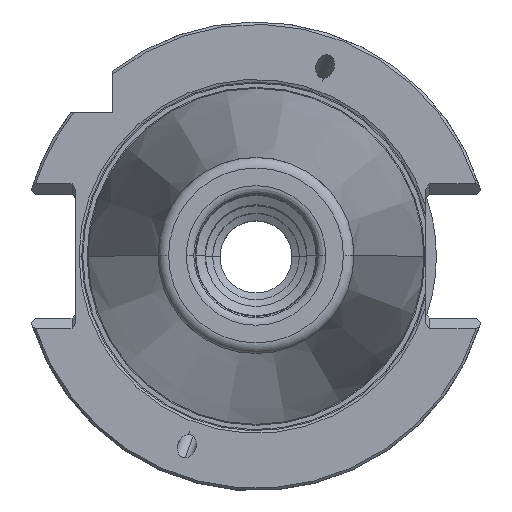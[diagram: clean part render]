
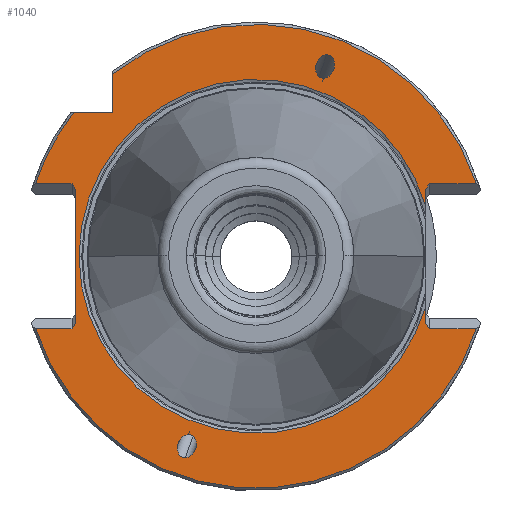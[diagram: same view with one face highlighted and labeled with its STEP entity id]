
A CAD part, top view. The second image highlights one B-rep face of the part: STEP entity #1040.
In plain terms, the highlighted planar face has unit normal (0, 0, 1).
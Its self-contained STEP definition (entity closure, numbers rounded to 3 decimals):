
#1026=EDGE_CURVE('NONE',#1488,#1666,#2911,.T.);
#1040=ADVANCED_FACE('NONE',(#2927,#2928,#2929),#2930,.F.);
#1382=VERTEX_POINT('NONE',#3313);
#1392=VERTEX_POINT('NONE',#3325);
#1434=VERTEX_POINT('NONE',#3373);
#1462=EDGE_CURVE('NONE',#2106,#1704,#3404,.T.);
#1488=VERTEX_POINT('NONE',#3433);
#1566=VERTEX_POINT('NONE',#3516);
#1586=EDGE_CURVE('NONE',#1980,#2068,#3536,.T.);
#1620=EDGE_CURVE('NONE',#1488,#1912,#3572,.T.);
#1666=VERTEX_POINT('NONE',#3622);
#1704=VERTEX_POINT('NONE',#3662);
#1748=EDGE_CURVE('NONE',#1756,#2788,#3715,.T.);
#1756=VERTEX_POINT('NONE',#3725);
#1770=EDGE_CURVE('NONE',#1434,#2190,#3743,.T.);
#1818=EDGE_CURVE('NONE',#1704,#2788,#3797,.T.);
#1844=VERTEX_POINT('NONE',#3828);
#1882=EDGE_CURVE('NONE',#2368,#1844,#3867,.T.);
#1886=EDGE_CURVE('NONE',#1958,#1382,#3871,.T.);
#1900=EDGE_CURVE('NONE',#1392,#1912,#3887,.T.);
#1912=VERTEX_POINT('NONE',#3900);
#1914=VERTEX_POINT('NONE',#3902);
#1958=VERTEX_POINT('NONE',#3953);
#1980=VERTEX_POINT('NONE',#3978);
#2020=EDGE_CURVE('NONE',#2066,#1434,#4024,.T.);
#2028=EDGE_CURVE('NONE',#1914,#2506,#4034,.T.);
#2066=VERTEX_POINT('NONE',#4077);
#2068=VERTEX_POINT('NONE',#4079);
#2106=VERTEX_POINT('NONE',#4121);
#2140=EDGE_CURVE('NONE',#2230,#1980,#4159,.T.);
#2182=EDGE_CURVE('NONE',#1392,#1382,#4205,.T.);
#2190=VERTEX_POINT('NONE',#4213);
#2212=EDGE_CURVE('NONE',#1666,#1566,#4238,.T.);
#2230=VERTEX_POINT('NONE',#4257);
#2270=EDGE_CURVE('NONE',#2506,#1914,#4298,.T.);
#2368=VERTEX_POINT('NONE',#4411);
#2506=VERTEX_POINT('NONE',#4566);
#2522=EDGE_CURVE('NONE',#1844,#2368,#4586,.T.);
#2552=EDGE_CURVE('NONE',#2592,#2068,#4617,.T.);
#2592=VERTEX_POINT('NONE',#4660);
#2648=EDGE_CURVE('NONE',#2592,#2106,#4721,.T.);
#2674=EDGE_CURVE('NONE',#2230,#1958,#4748,.T.);
#2742=EDGE_CURVE('NONE',#2066,#1756,#4823,.T.);
#2774=EDGE_CURVE('NONE',#2190,#1566,#4859,.T.);
#2788=VERTEX_POINT('NONE',#4874);
#2911=LINE('',#5018,#5019);
#2927=FACE_OUTER_BOUND('',#5044,.T.);
#2928=FACE_BOUND('',#5045,.T.);
#2929=FACE_BOUND('',#5046,.T.);
#2930=PLANE('',#5047);
#3313=CARTESIAN_POINT('',(-38.25,15.05,-1.5));
#3325=CARTESIAN_POINT('',(-37.5,13.989,-1.5));
#3373=CARTESIAN_POINT('',(35.3,-13.989,-1.5));
#3404=LINE('',#5836,#5837);
#3433=CARTESIAN_POINT('',(-38.25,-15.05,-1.5));
#3516=CARTESIAN_POINT('',(45.816,-15.05,-1.5));
#3536=LINE('',#6047,#6048);
#3572=LINE('',#6109,#6110);
#3622=CARTESIAN_POINT('',(-45.816,-15.05,-1.5));
#3662=CARTESIAN_POINT('',(35.3,13.989,-1.5));
#3715=CIRCLE('',#6303,36.786);
#3725=CARTESIAN_POINT('',(-36.786,0.,-1.5));
#3743=LINE('',#6335,#6336);
#3797=LINE('',#6444,#6445);
#3828=CARTESIAN_POINT('',(14.702,41.887,-1.5));
#3867=(B_SPLINE_CURVE(3,(#6547,#6548,#6549,#6550),.UNSPECIFIED.,.F.,.F.)B_SPLINE_CURVE_WITH_KNOTS((4,4),(3.414,6.555),.UNSPECIFIED.)RATIONAL_B_SPLINE_CURVE((1.0,0.333,0.333,1.0))BOUNDED_CURVE()REPRESENTATION_ITEM('')GEOMETRIC_REPRESENTATION_ITEM()CURVE());
#3871=LINE('',#6561,#6562);
#3887=LINE('',#6584,#6585);
#3900=CARTESIAN_POINT('',(-37.5,-13.989,-1.5));
#3902=CARTESIAN_POINT('',(-14.027,-37.047,-1.5));
#3953=CARTESIAN_POINT('',(-45.816,15.05,-1.5));
#3978=CARTESIAN_POINT('',(-29.85,29.85,-1.5));
#4024=LINE('',#6767,#6768);
#4034=(B_SPLINE_CURVE(3,(#6781,#6782,#6783,#6784),.UNSPECIFIED.,.F.,.F.)B_SPLINE_CURVE_WITH_KNOTS((4,4),(3.414,6.555),.UNSPECIFIED.)RATIONAL_B_SPLINE_CURVE((1.0,0.333,0.333,1.0))BOUNDED_CURVE()REPRESENTATION_ITEM('')GEOMETRIC_REPRESENTATION_ITEM()CURVE());
#4077=CARTESIAN_POINT('',(35.3,-10.348,-1.5));
#4079=CARTESIAN_POINT('',(-29.85,37.876,-1.5));
#4121=CARTESIAN_POINT('',(36.05,15.05,-1.5));
#4159=LINE('',#6962,#6963);
#4205=LINE('',#7039,#7040);
#4213=CARTESIAN_POINT('',(36.05,-15.05,-1.5));
#4238=CIRCLE('',#7095,48.225);
#4257=CARTESIAN_POINT('',(-37.876,29.85,-1.5));
#4298=(B_SPLINE_CURVE(3,(#7206,#7207,#7208,#7209),.UNSPECIFIED.,.F.,.F.)B_SPLINE_CURVE_WITH_KNOTS((4,4),(0.272,3.414),.UNSPECIFIED.)RATIONAL_B_SPLINE_CURVE((1.0,0.333,0.333,1.0))BOUNDED_CURVE()REPRESENTATION_ITEM('')GEOMETRIC_REPRESENTATION_ITEM()CURVE());
#4411=CARTESIAN_POINT('',(14.027,37.047,-1.5));
#4566=CARTESIAN_POINT('',(-14.702,-41.887,-1.5));
#4586=(B_SPLINE_CURVE(3,(#7675,#7676,#7677,#7678),.UNSPECIFIED.,.F.,.F.)B_SPLINE_CURVE_WITH_KNOTS((4,4),(0.272,3.414),.UNSPECIFIED.)RATIONAL_B_SPLINE_CURVE((1.0,0.333,0.333,1.0))BOUNDED_CURVE()REPRESENTATION_ITEM('')GEOMETRIC_REPRESENTATION_ITEM()CURVE());
#4617=CIRCLE('',#7726,48.225);
#4660=CARTESIAN_POINT('',(45.816,15.05,-1.5));
#4721=LINE('',#7881,#7882);
#4748=CIRCLE('',#7940,48.225);
#4823=CIRCLE('',#8043,36.786);
#4859=LINE('',#8126,#8127);
#4874=CARTESIAN_POINT('',(35.3,10.348,-1.5));
#5018=CARTESIAN_POINT('',(-63.9,-15.05,-1.5));
#5019=VECTOR('',#8291,1000.0);
#5044=EDGE_LOOP('',(#8313,#8314,#8315,#8316,#8317,#8318,#8319,#8320,#8321,#8322,#8323,#8324,#8325,#8326,#8327,#8328,#8329,#8330));
#5045=EDGE_LOOP('',(#8331,#8332));
#5046=EDGE_LOOP('',(#8333,#8334));
#5047=AXIS2_PLACEMENT_3D('',#8335,#8336,#8337);
#5836=CARTESIAN_POINT('',(35.013,13.583,-1.5));
#5837=VECTOR('',#8879,1000.0);
#6047=CARTESIAN_POINT('',(-29.85,29.85,-1.5));
#6048=VECTOR('',#8995,1000.0);
#6109=CARTESIAN_POINT('',(-29.995,-3.376,-1.5));
#6110=VECTOR('',#9021,1000.0);
#6303=AXIS2_PLACEMENT_3D('',#9199,#9200,#9201);
#6335=CARTESIAN_POINT('',(35.013,-13.583,-1.5));
#6336=VECTOR('',#9252,1000.0);
#6444=CARTESIAN_POINT('',(35.3,0.,-1.5));
#6445=VECTOR('',#9313,1000.0);
#6547=CARTESIAN_POINT('',(14.027,37.047,-1.5));
#6548=CARTESIAN_POINT('',(17.923,37.047,-1.5));
#6549=CARTESIAN_POINT('',(18.598,41.887,-1.5));
#6550=CARTESIAN_POINT('',(14.702,41.887,-1.5));
#6561=CARTESIAN_POINT('',(-63.9,15.05,-1.5));
#6562=VECTOR('',#9380,1000.0);
#6584=CARTESIAN_POINT('',(-37.5,0.,-1.5));
#6585=VECTOR('',#9402,1000.0);
#6767=CARTESIAN_POINT('',(35.3,0.,-1.5));
#6768=VECTOR('',#9578,1000.0);
#6781=CARTESIAN_POINT('',(-14.027,-37.047,-1.5));
#6782=CARTESIAN_POINT('',(-17.923,-37.047,-1.5));
#6783=CARTESIAN_POINT('',(-18.598,-41.887,-1.5));
#6784=CARTESIAN_POINT('',(-14.702,-41.887,-1.5));
#6962=CARTESIAN_POINT('',(-52.85,29.85,-1.5));
#6963=VECTOR('',#9756,1000.0);
#7039=CARTESIAN_POINT('',(-29.995,3.376,-1.5));
#7040=VECTOR('',#9814,1000.0);
#7095=AXIS2_PLACEMENT_3D('',#9852,#9853,#9854);
#7206=CARTESIAN_POINT('',(-14.702,-41.887,-1.5));
#7207=CARTESIAN_POINT('',(-10.807,-41.887,-1.5));
#7208=CARTESIAN_POINT('',(-10.132,-37.047,-1.5));
#7209=CARTESIAN_POINT('',(-14.027,-37.047,-1.5));
#7675=CARTESIAN_POINT('',(14.702,41.887,-1.5));
#7676=CARTESIAN_POINT('',(10.807,41.887,-1.5));
#7677=CARTESIAN_POINT('',(10.132,37.047,-1.5));
#7678=CARTESIAN_POINT('',(14.027,37.047,-1.5));
#7726=AXIS2_PLACEMENT_3D('',#10325,#10326,#10327);
#7881=CARTESIAN_POINT('',(62.5,15.05,-1.5));
#7882=VECTOR('',#10444,1000.0);
#7940=AXIS2_PLACEMENT_3D('',#10462,#10463,#10464);
#8043=AXIS2_PLACEMENT_3D('',#10556,#10557,#10558);
#8126=CARTESIAN_POINT('',(62.5,-15.05,-1.5));
#8127=VECTOR('',#10598,1000.0);
#8291=DIRECTION('',(-1.0,0.,0.0));
#8313=ORIENTED_EDGE('',*,*,#2648,.F.);
#8314=ORIENTED_EDGE('',*,*,#2552,.T.);
#8315=ORIENTED_EDGE('',*,*,#1586,.F.);
#8316=ORIENTED_EDGE('',*,*,#2140,.F.);
#8317=ORIENTED_EDGE('',*,*,#2674,.T.);
#8318=ORIENTED_EDGE('',*,*,#1886,.T.);
#8319=ORIENTED_EDGE('',*,*,#2182,.F.);
#8320=ORIENTED_EDGE('',*,*,#1900,.T.);
#8321=ORIENTED_EDGE('',*,*,#1620,.F.);
#8322=ORIENTED_EDGE('',*,*,#1026,.T.);
#8323=ORIENTED_EDGE('',*,*,#2212,.T.);
#8324=ORIENTED_EDGE('',*,*,#2774,.F.);
#8325=ORIENTED_EDGE('',*,*,#1770,.F.);
#8326=ORIENTED_EDGE('',*,*,#2020,.F.);
#8327=ORIENTED_EDGE('',*,*,#2742,.T.);
#8328=ORIENTED_EDGE('',*,*,#1748,.T.);
#8329=ORIENTED_EDGE('',*,*,#1818,.F.);
#8330=ORIENTED_EDGE('',*,*,#1462,.F.);
#8331=ORIENTED_EDGE('',*,*,#2270,.F.);
#8332=ORIENTED_EDGE('',*,*,#2028,.F.);
#8333=ORIENTED_EDGE('',*,*,#2522,.F.);
#8334=ORIENTED_EDGE('',*,*,#1882,.F.);
#8335=CARTESIAN_POINT('',(0.,-50.0,-1.5));
#8336=DIRECTION('',(0.0,0.0,-1.0));
#8337=DIRECTION('',(-1.0,0.0,0.0));
#8879=DIRECTION('',(-0.577,-0.816,0.0));
#8995=DIRECTION('',(0.,1.0,0.0));
#9021=DIRECTION('',(0.577,0.816,0.0));
#9199=CARTESIAN_POINT('',(0.0,0.0,-1.5));
#9200=DIRECTION('',(0.0,0.0,-1.0));
#9201=DIRECTION('',(1.0,0.,0.0));
#9252=DIRECTION('',(0.577,-0.816,0.0));
#9313=DIRECTION('',(0.,-1.0,-0.0));
#9380=DIRECTION('',(1.0,0.,0.0));
#9402=DIRECTION('',(0.,-1.0,-0.0));
#9578=DIRECTION('',(0.,-1.0,-0.0));
#9756=DIRECTION('',(1.0,0.,0.0));
#9814=DIRECTION('',(-0.577,0.816,0.0));
#9852=CARTESIAN_POINT('',(0.0,0.0,-1.5));
#9853=DIRECTION('',(0.0,-0.0,1.0));
#9854=DIRECTION('',(1.0,0.,0.0));
#10325=CARTESIAN_POINT('',(0.0,0.0,-1.5));
#10326=DIRECTION('',(0.0,-0.0,1.0));
#10327=DIRECTION('',(1.0,0.,0.0));
#10444=DIRECTION('',(-1.0,0.,0.0));
#10462=CARTESIAN_POINT('',(0.0,0.0,-1.5));
#10463=DIRECTION('',(0.0,0.0,1.0));
#10464=DIRECTION('',(1.0,0.,-0.0));
#10556=CARTESIAN_POINT('',(0.0,0.0,-1.5));
#10557=DIRECTION('',(0.0,0.0,-1.0));
#10558=DIRECTION('',(1.0,0.,0.0));
#10598=DIRECTION('',(1.0,0.,0.0));
